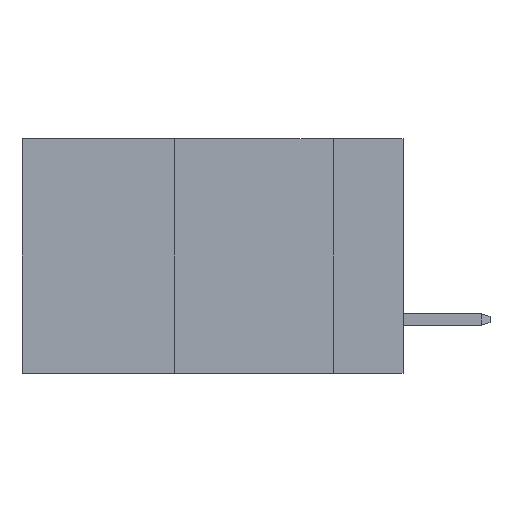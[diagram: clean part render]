
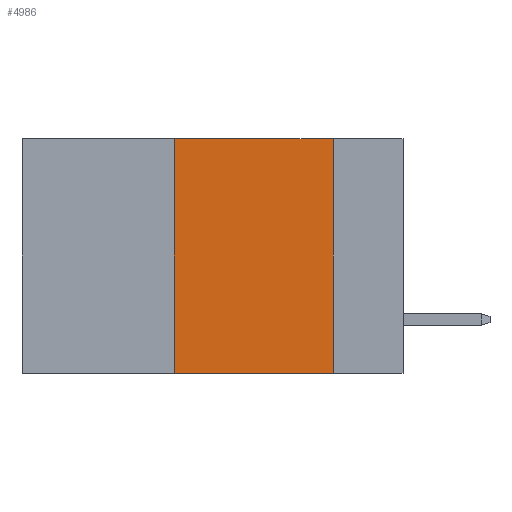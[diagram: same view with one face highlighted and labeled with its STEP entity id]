
A CAD part, left-side view. The second image highlights one B-rep face of the part: STEP entity #4986.
In plain terms, the highlighted planar face has unit normal (-1, 0, 0).
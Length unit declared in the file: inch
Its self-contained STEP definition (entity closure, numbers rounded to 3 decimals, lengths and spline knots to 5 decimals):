
#1334 = EDGE_CURVE ( 'NONE', #7277, #14612, #18685, .T. ) ;
#1814 = EDGE_CURVE ( 'NONE', #7277, #10623, #3008, .T. ) ;
#3008 = LINE ( 'NONE', #20779, #9918 ) ;
#3817 = LINE ( 'NONE', #10394, #14849 ) ;
#4066 = PLANE ( 'NONE',  #15773 ) ;
#4986 = ADVANCED_FACE ( 'NONE', ( #10953 ), #4066, .F. ) ;
#5299 = ORIENTED_EDGE ( 'NONE', *, *, #1334, .T. ) ;
#5904 = DIRECTION ( 'NONE',  ( 0., 0., -1. ) ) ;
#6301 = ORIENTED_EDGE ( 'NONE', *, *, #15966, .F. ) ;
#7277 = VERTEX_POINT ( 'NONE', #17793 ) ;
#7345 = CARTESIAN_POINT ( 'NONE',  ( 0., 0.6, 0. ) ) ;
#8854 = LINE ( 'NONE', #7345, #9613 ) ;
#9613 = VECTOR ( 'NONE', #17138, 39.37008 ) ;
#9918 = VECTOR ( 'NONE', #17456, 39.37008 ) ;
#10259 = EDGE_LOOP ( 'NONE', ( #12768, #6301, #11055, #5299 ) ) ;
#10394 = CARTESIAN_POINT ( 'NONE',  ( 0., 0.11, 0. ) ) ;
#10623 = VERTEX_POINT ( 'NONE', #12619 ) ;
#10953 = FACE_OUTER_BOUND ( 'NONE', #10259, .T. ) ;
#11055 = ORIENTED_EDGE ( 'NONE', *, *, #1814, .F. ) ;
#12020 = CARTESIAN_POINT ( 'NONE',  ( 0., 0.6, -0.37 ) ) ;
#12619 = CARTESIAN_POINT ( 'NONE',  ( 0., 0.36, 0. ) ) ;
#12768 = ORIENTED_EDGE ( 'NONE', *, *, #19933, .F. ) ;
#13554 = CARTESIAN_POINT ( 'NONE',  ( 0., 0.11, 0. ) ) ;
#14612 = VERTEX_POINT ( 'NONE', #15208 ) ;
#14849 = VECTOR ( 'NONE', #17256, 39.37008 ) ;
#15208 = CARTESIAN_POINT ( 'NONE',  ( 0., 0.11, -0.37 ) ) ;
#15510 = VERTEX_POINT ( 'NONE', #13554 ) ;
#15773 = AXIS2_PLACEMENT_3D ( 'NONE', #20419, #17410, #5904 ) ;
#15966 = EDGE_CURVE ( 'NONE', #10623, #15510, #8854, .T. ) ;
#16070 = VECTOR ( 'NONE', #18772, 39.37008 ) ;
#17138 = DIRECTION ( 'NONE',  ( 0., -1., 0. ) ) ;
#17256 = DIRECTION ( 'NONE',  ( 0., 0., -1. ) ) ;
#17410 = DIRECTION ( 'NONE',  ( 1., 0., 0. ) ) ;
#17456 = DIRECTION ( 'NONE',  ( 0., 0., 1. ) ) ;
#17793 = CARTESIAN_POINT ( 'NONE',  ( 0., 0.36, -0.37 ) ) ;
#18685 = LINE ( 'NONE', #12020, #16070 ) ;
#18772 = DIRECTION ( 'NONE',  ( 0., -1., 0. ) ) ;
#19933 = EDGE_CURVE ( 'NONE', #15510, #14612, #3817, .T. ) ;
#20419 = CARTESIAN_POINT ( 'NONE',  ( 0., 0.6, 0. ) ) ;
#20779 = CARTESIAN_POINT ( 'NONE',  ( 0., 0.36, 0. ) ) ;
